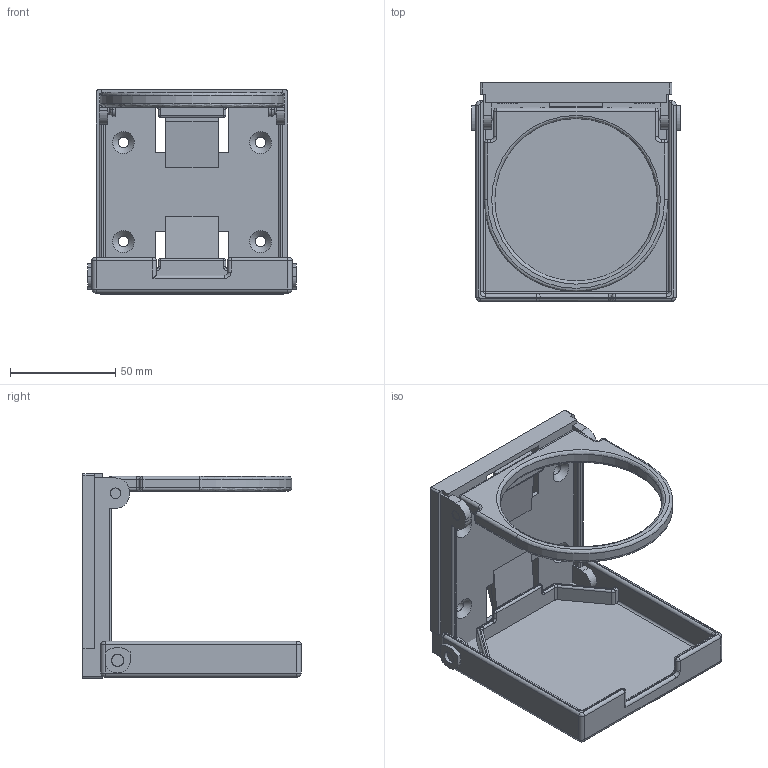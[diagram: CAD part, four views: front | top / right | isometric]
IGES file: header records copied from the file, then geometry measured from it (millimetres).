
Global section: file name: 740001.stp.ipt; native system: Autodesk Inventor 2014; preprocessor: unknown; author: zeman; date: 20151016.131538; units: millimetre
Bounding box: 99 x 103.5 x 97 mm (x, y, z)
Volume: 94366.6 mm3; surface area: 68466.8 mm2
Topology: 3 solids, 3 shells, 381 faces, 980 edges, 590 vertices
Faces by surface type: plane 181, cylinder 111, revolution 64, sphere 22, bspline 3
Full cylindrical faces by diameter (mm): 5 x2, 5.6 x2, 10 x4
